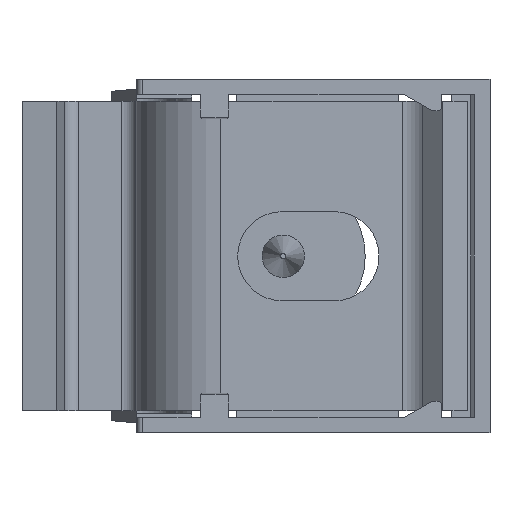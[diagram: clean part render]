
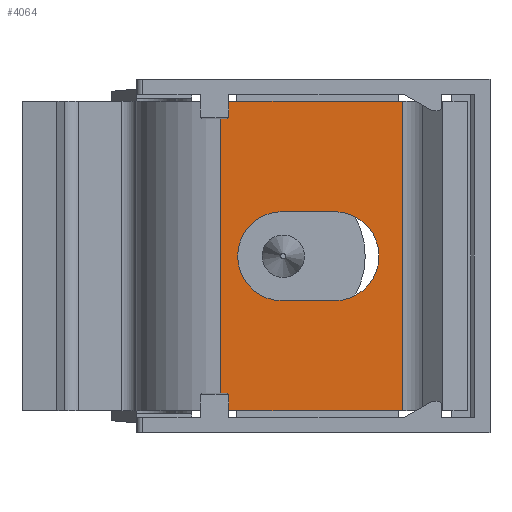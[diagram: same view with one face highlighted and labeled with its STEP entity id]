
A CAD part, front view. The second image highlights one B-rep face of the part: STEP entity #4064.
In plain terms, the highlighted planar face has unit normal (0, -1, 0).
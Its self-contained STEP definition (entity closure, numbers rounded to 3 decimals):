
#239=LINE('',#6165,#690);
#240=LINE('',#6172,#691);
#241=LINE('',#6176,#692);
#242=LINE('',#6177,#693);
#243=LINE('',#6179,#694);
#244=LINE('',#6181,#695);
#690=VECTOR('',#4996,1000.);
#691=VECTOR('',#5003,1000.);
#692=VECTOR('',#5006,1000.);
#693=VECTOR('',#5007,1000.);
#694=VECTOR('',#5008,1000.);
#695=VECTOR('',#5009,1000.);
#1375=ORIENTED_EDGE('',*,*,#2444,.T.);
#1376=ORIENTED_EDGE('',*,*,#2445,.T.);
#1377=ORIENTED_EDGE('',*,*,#2446,.T.);
#1378=ORIENTED_EDGE('',*,*,#2447,.T.);
#1379=ORIENTED_EDGE('',*,*,#2448,.T.);
#1380=ORIENTED_EDGE('',*,*,#2449,.F.);
#1381=ORIENTED_EDGE('',*,*,#2450,.F.);
#1382=ORIENTED_EDGE('',*,*,#2442,.T.);
#2442=EDGE_CURVE('',#3001,#3000,#239,.T.);
#2444=EDGE_CURVE('',#3002,#3003,#3369,.T.);
#2445=EDGE_CURVE('',#3003,#3004,#240,.T.);
#2446=EDGE_CURVE('',#3004,#3005,#3370,.T.);
#2447=EDGE_CURVE('',#3005,#3002,#241,.T.);
#2448=EDGE_CURVE('',#3000,#3006,#242,.T.);
#2449=EDGE_CURVE('',#3007,#3006,#243,.T.);
#2450=EDGE_CURVE('',#3001,#3007,#244,.T.);
#3000=VERTEX_POINT('',#6164);
#3001=VERTEX_POINT('',#6166);
#3002=VERTEX_POINT('',#6170);
#3003=VERTEX_POINT('',#6171);
#3004=VERTEX_POINT('',#6173);
#3005=VERTEX_POINT('',#6175);
#3006=VERTEX_POINT('',#6178);
#3007=VERTEX_POINT('',#6180);
#3369=CIRCLE('',#4389,3.15);
#3370=CIRCLE('',#4390,3.15);
#3503=EDGE_LOOP('',(#1375,#1376,#1377,#1378));
#3504=EDGE_LOOP('',(#1379,#1380,#1381,#1382));
#3721=FACE_BOUND('',#3503,.T.);
#3722=FACE_BOUND('',#3504,.T.);
#3894=PLANE('',#4388);
#4064=ADVANCED_FACE('',(#3721,#3722),#3894,.F.);
#4388=AXIS2_PLACEMENT_3D('',#6168,#4999,#5000);
#4389=AXIS2_PLACEMENT_3D('',#6169,#5001,#5002);
#4390=AXIS2_PLACEMENT_3D('',#6174,#5004,#5005);
#4996=DIRECTION('',(0.,0.,-1.));
#4999=DIRECTION('',(0.,1.,0.));
#5000=DIRECTION('',(0.,0.,1.));
#5001=DIRECTION('',(0.,1.,0.));
#5002=DIRECTION('',(0.,0.,1.));
#5003=DIRECTION('',(-1.,0.,0.));
#5004=DIRECTION('',(0.,1.,0.));
#5005=DIRECTION('',(0.,0.,1.));
#5006=DIRECTION('',(1.,0.,0.));
#5007=DIRECTION('',(1.,0.,0.));
#5008=DIRECTION('',(0.,0.,-1.));
#5009=DIRECTION('',(1.,0.,0.));
#6164=CARTESIAN_POINT('',(-6.2,-2.5,-10.95));
#6165=CARTESIAN_POINT('',(-6.2,-2.5,10.95));
#6166=CARTESIAN_POINT('',(-6.2,-2.5,10.95));
#6168=CARTESIAN_POINT('',(-6.2,-2.5,10.95));
#6169=CARTESIAN_POINT('',(1.85,-2.5,0.));
#6170=CARTESIAN_POINT('',(1.85,-2.5,3.15));
#6171=CARTESIAN_POINT('',(1.85,-2.5,-3.15));
#6172=CARTESIAN_POINT('',(-6.2,-2.5,-3.15));
#6173=CARTESIAN_POINT('',(-1.85,-2.5,-3.15));
#6174=CARTESIAN_POINT('',(-1.85,-2.5,0.));
#6175=CARTESIAN_POINT('',(-1.85,-2.5,3.15));
#6176=CARTESIAN_POINT('',(-6.2,-2.5,3.15));
#6177=CARTESIAN_POINT('',(-6.2,-2.5,-10.95));
#6178=CARTESIAN_POINT('',(6.672,-2.5,-10.95));
#6179=CARTESIAN_POINT('',(6.672,-2.5,10.95));
#6180=CARTESIAN_POINT('',(6.672,-2.5,10.95));
#6181=CARTESIAN_POINT('',(-6.2,-2.5,10.95));
